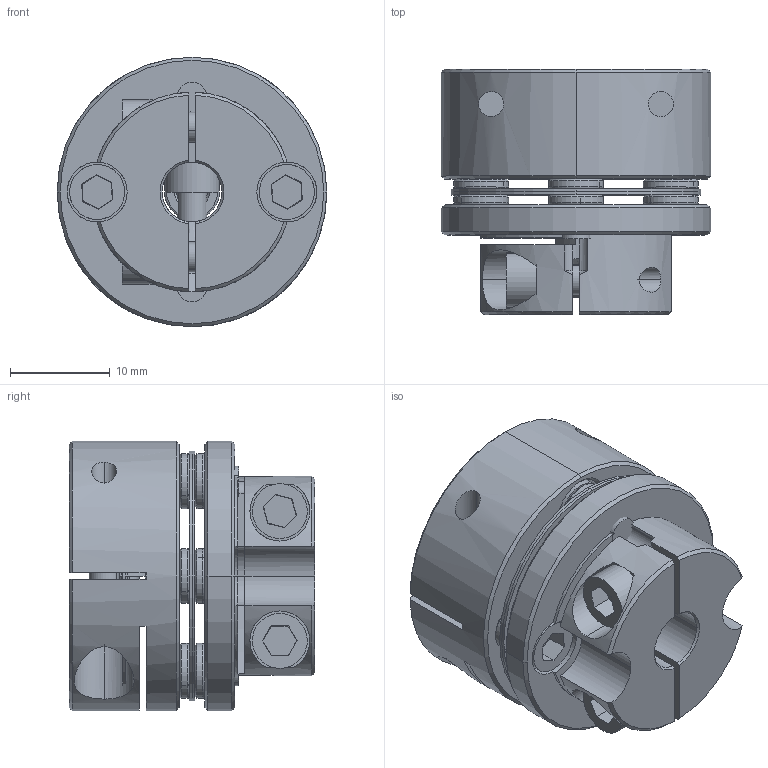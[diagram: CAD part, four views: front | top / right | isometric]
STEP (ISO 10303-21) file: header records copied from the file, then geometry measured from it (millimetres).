
FILE_DESCRIPTION(('HOOPS Exchange Step'),'2;1');
FILE_NAME('export-DFED4F24-E80D-4A55-A2DE-3CE38FAFD748.stp','2024-06-08T14:44:41+02:00',('Engineering'),('Alibre'),'HOOPS Exchange 2023.0','Alibre','Unknown authorisation');
FILE_SCHEMA( ('AP242_MANAGED_MODEL_BASED_3D_ENGINEERING_MIM_LF {1 0 10303 442 1 1 4 }') );
Length unit declared in the file: millimetre
Products named in the file (8): 6870-5 DIN912 M3 L=7mm; 6870-3 HUB B6.00mm; 6870-6 FLEX DISC; 6870-2 HUB B8.00mm; 6870-7 Spacer Ring; 6870-4 DIN912 M3 L=6mm; 6870-1 HUB B8.00mm; 6870 ShaftCoupler DCNC-D27-L25-B6.00-B8.00mm
Assembly tree (21 placements, depth 3):
  6870 ShaftCoupler DCNC-D27-L25-B6.00-B8.00mm
    6870-5 DIN912 M3 L=7mm  x4
    6870-3 HUB B6.00mm
    6870-1 HUB B8.00mm
      6870-6 FLEX DISC  x2
      6870-2 HUB B8.00mm
      6870-7 Spacer Ring  x8
      6870-4 DIN912 M3 L=6mm  x4
Bounding box: 27 x 24.6 x 27 mm (x, y, z)
Volume: 8671.1 mm3; surface area: 10650.6 mm2
Topology: 24 solids, 24 shells, 470 faces, 1108 edges, 695 vertices
Faces by surface type: cylinder 185, plane 149, cone 118, torus 18
Entity records: 7876 total; most frequent: CARTESIAN_POINT 1840, DIRECTION 1276, ORIENTED_EDGE 1140, EDGE_CURVE 570, AXIS2_PLACEMENT_3D 519, VERTEX_POINT 359, CIRCLE 271, EDGE_LOOP 263
